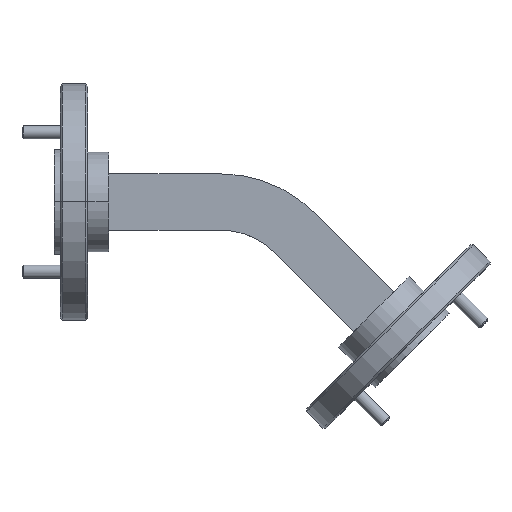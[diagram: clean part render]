
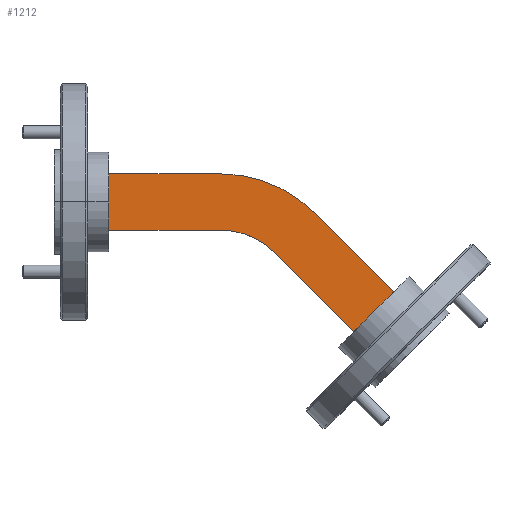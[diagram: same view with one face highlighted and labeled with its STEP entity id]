
A CAD part, top view. The second image highlights one B-rep face of the part: STEP entity #1212.
In plain terms, the highlighted planar face has unit normal (0, 0, 1).
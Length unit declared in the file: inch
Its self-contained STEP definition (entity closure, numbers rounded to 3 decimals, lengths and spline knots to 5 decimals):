
#50 = CARTESIAN_POINT ( 'NONE',  ( -0.92712, 0.71082, 0.25123 ) ) ;
#196 = CARTESIAN_POINT ( 'NONE',  ( -0.102, 0.41631, 0.25123 ) ) ;
#227 = CARTESIAN_POINT ( 'NONE',  ( -0.47881, 0.79312, 0.25123 ) ) ;
#389 = VERTEX_POINT ( 'NONE', #1463 ) ;
#477 = VERTEX_POINT ( 'NONE', #1893 ) ;
#478 = DIRECTION ( 'NONE',  ( 0.707, -0.707, 0. ) ) ;
#536 = CARTESIAN_POINT ( 'NONE',  ( -0.92712, 0.97882, 0.25123 ) ) ;
#645 = CARTESIAN_POINT ( 'NONE',  ( -0.92712, 0.34482, 0.25123 ) ) ;
#674 = ORIENTED_EDGE ( 'NONE', *, *, #1826, .T. ) ;
#685 = ORIENTED_EDGE ( 'NONE', *, *, #816, .F. ) ;
#816 = EDGE_CURVE ( 'NONE', #477, #2743, #2942, .T. ) ;
#857 = CARTESIAN_POINT ( 'NONE',  ( -0.92712, 0.71082, 0.25123 ) ) ;
#899 = AXIS2_PLACEMENT_3D ( 'NONE', #857, #2296, #3284 ) ;
#918 = LINE ( 'NONE', #1783, #2704 ) ;
#1076 = ORIENTED_EDGE ( 'NONE', *, *, #3892, .T. ) ;
#1114 = CIRCLE ( 'NONE', #3327, 0.634 ) ;
#1186 = ORIENTED_EDGE ( 'NONE', *, *, #3038, .F. ) ;
#1191 = LINE ( 'NONE', #2407, #1886 ) ;
#1202 = ORIENTED_EDGE ( 'NONE', *, *, #2918, .F. ) ;
#1212 = ADVANCED_FACE ( 'NONE', ( #3576 ), #2025, .T. ) ;
#1291 = CARTESIAN_POINT ( 'NONE',  ( -1.46001, 0.71082, 0.25123 ) ) ;
#1334 = CARTESIAN_POINT ( 'NONE',  ( -0.92712, 0.97882, 0.25123 ) ) ;
#1417 = VECTOR ( 'NONE', #1421, 39.37008 ) ;
#1421 = DIRECTION ( 'NONE',  ( 0.707, -0.707, 0. ) ) ;
#1431 = LINE ( 'NONE', #3258, #3453 ) ;
#1463 = CARTESIAN_POINT ( 'NONE',  ( -1.46001, 0.97882, 0.25123 ) ) ;
#1501 = DIRECTION ( 'NONE',  ( -1., 0., 0. ) ) ;
#1589 = LINE ( 'NONE', #1334, #2837 ) ;
#1783 = CARTESIAN_POINT ( 'NONE',  ( -0.36731, 0.151, 0.25123 ) ) ;
#1794 = VERTEX_POINT ( 'NONE', #536 ) ;
#1826 = EDGE_CURVE ( 'NONE', #3123, #2221, #1431, .T. ) ;
#1886 = VECTOR ( 'NONE', #3361, 39.37008 ) ;
#1893 = CARTESIAN_POINT ( 'NONE',  ( -0.47881, 0.79312, 0.25123 ) ) ;
#1919 = EDGE_CURVE ( 'NONE', #2743, #2221, #918, .T. ) ;
#1951 = CARTESIAN_POINT ( 'NONE',  ( -0.92712, 0.71082, 0.25123 ) ) ;
#2025 = PLANE ( 'NONE',  #899 ) ;
#2028 = CARTESIAN_POINT ( 'NONE',  ( -0.29151, 0.22681, 0.25123 ) ) ;
#2041 = CARTESIAN_POINT ( 'NONE',  ( -0.66832, 0.60362, 0.25123 ) ) ;
#2084 = CARTESIAN_POINT ( 'NONE',  ( -0.92712, 0.34482, 0.25123 ) ) ;
#2221 = VERTEX_POINT ( 'NONE', #2028 ) ;
#2296 = DIRECTION ( 'NONE',  ( 0., 0., 1. ) ) ;
#2353 = EDGE_CURVE ( 'NONE', #1794, #477, #1114, .T. ) ;
#2406 = DIRECTION ( 'NONE',  ( -1., 0., 0. ) ) ;
#2407 = CARTESIAN_POINT ( 'NONE',  ( -1.46001, 0.71082, 0.25123 ) ) ;
#2441 = DIRECTION ( 'NONE',  ( 0., 0., -1. ) ) ;
#2545 = ORIENTED_EDGE ( 'NONE', *, *, #2353, .F. ) ;
#2605 = VERTEX_POINT ( 'NONE', #50 ) ;
#2704 = VECTOR ( 'NONE', #2745, 39.37008 ) ;
#2740 = DIRECTION ( 'NONE',  ( 0., 0., -1. ) ) ;
#2743 = VERTEX_POINT ( 'NONE', #196 ) ;
#2745 = DIRECTION ( 'NONE',  ( -0.707, -0.707, 0. ) ) ;
#2837 = VECTOR ( 'NONE', #3111, 39.37008 ) ;
#2918 = EDGE_CURVE ( 'NONE', #3469, #389, #1191, .T. ) ;
#2936 = EDGE_LOOP ( 'NONE', ( #3047, #685, #2545, #3533, #1202, #1186, #1076, #674 ) ) ;
#2942 = LINE ( 'NONE', #227, #1417 ) ;
#3038 = EDGE_CURVE ( 'NONE', #2605, #3469, #3118, .T. ) ;
#3047 = ORIENTED_EDGE ( 'NONE', *, *, #1919, .F. ) ;
#3111 = DIRECTION ( 'NONE',  ( -1., 0., 0. ) ) ;
#3118 = LINE ( 'NONE', #1951, #3839 ) ;
#3123 = VERTEX_POINT ( 'NONE', #2041 ) ;
#3258 = CARTESIAN_POINT ( 'NONE',  ( -0.66832, 0.60362, 0.25123 ) ) ;
#3284 = DIRECTION ( 'NONE',  ( 1., 0., 0. ) ) ;
#3327 = AXIS2_PLACEMENT_3D ( 'NONE', #2084, #2441, #1501 ) ;
#3361 = DIRECTION ( 'NONE',  ( 0., 1., 0. ) ) ;
#3394 = AXIS2_PLACEMENT_3D ( 'NONE', #645, #2740, #2406 ) ;
#3453 = VECTOR ( 'NONE', #478, 39.37008 ) ;
#3462 = EDGE_CURVE ( 'NONE', #1794, #389, #1589, .T. ) ;
#3469 = VERTEX_POINT ( 'NONE', #1291 ) ;
#3533 = ORIENTED_EDGE ( 'NONE', *, *, #3462, .T. ) ;
#3576 = FACE_OUTER_BOUND ( 'NONE', #2936, .T. ) ;
#3714 = CIRCLE ( 'NONE', #3394, 0.366 ) ;
#3739 = DIRECTION ( 'NONE',  ( -1., 0., 0. ) ) ;
#3839 = VECTOR ( 'NONE', #3739, 39.37008 ) ;
#3892 = EDGE_CURVE ( 'NONE', #2605, #3123, #3714, .T. ) ;
